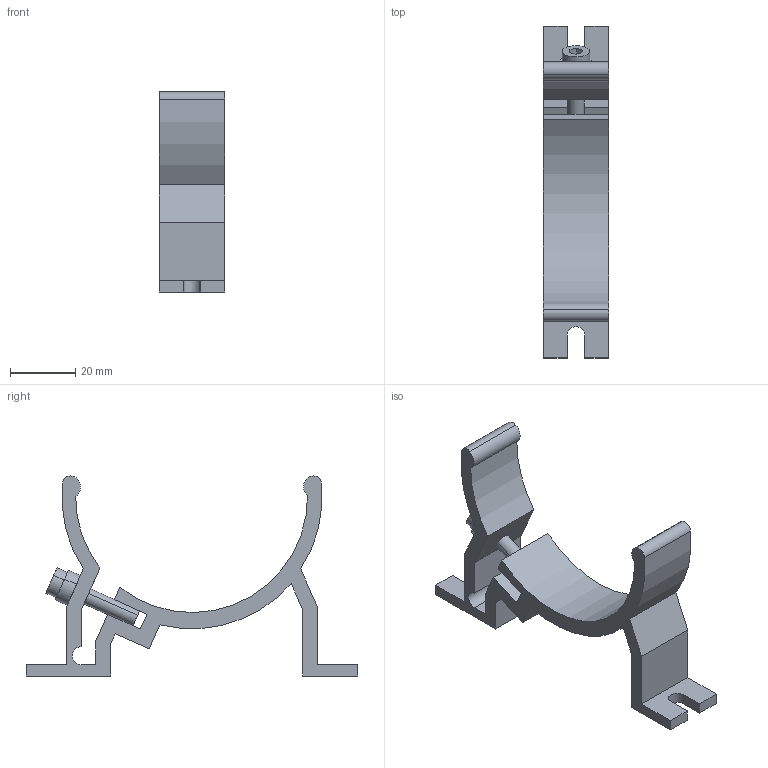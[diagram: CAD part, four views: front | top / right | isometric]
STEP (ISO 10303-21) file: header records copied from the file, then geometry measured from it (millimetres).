
FILE_DESCRIPTION(('Creo Elements/Direct Modeling STEP Export'),'2;1');
FILE_NAME('model.stp','2019-07-30T19:51:53',(''),(''),'Creo Elements/Direct Modeling STEP processor for AP214 (Solid Model)','Creo Elements/Direct Modeling 20.1A 29-Sep-2018 (C) Parametric Technology GmbH','');
FILE_SCHEMA(('AUTOMOTIVE_DESIGN { 1 0 10303 214 1 1 1 1 }'));
Length unit declared in the file: millimetre
Products named in the file (2): PLD_M_ME_MC_D70-select
Assembly tree (1 placements, depth 2):
  PLD_M_ME_MC_D70-select
    PLD_M_ME_MC_D70-select
Bounding box: 20 x 102 x 61.46 mm (x, y, z)
Volume: 22323.4 mm3; surface area: 12839.9 mm2
Topology: 1 solids, 1 shells, 61 faces, 169 edges, 114 vertices
Faces by surface type: plane 43, cylinder 18
Entity records: 2456 total; most frequent: ORIENTED_EDGE 346, CARTESIAN_POINT 338, DIRECTION 317, EDGE_CURVE 171, VECTOR 131, LINE 131, VERTEX_POINT 114, AXIS2_PLACEMENT_3D 93
